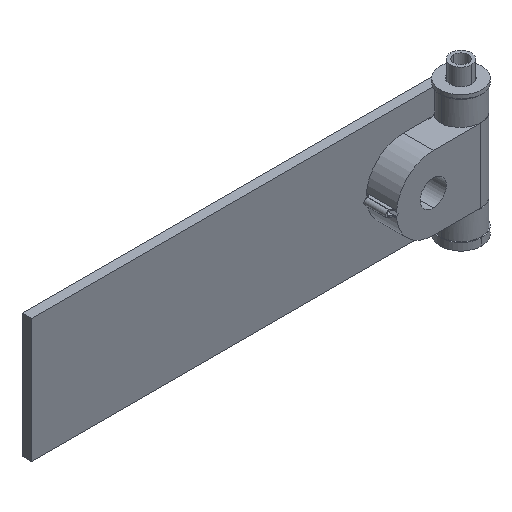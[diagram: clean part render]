
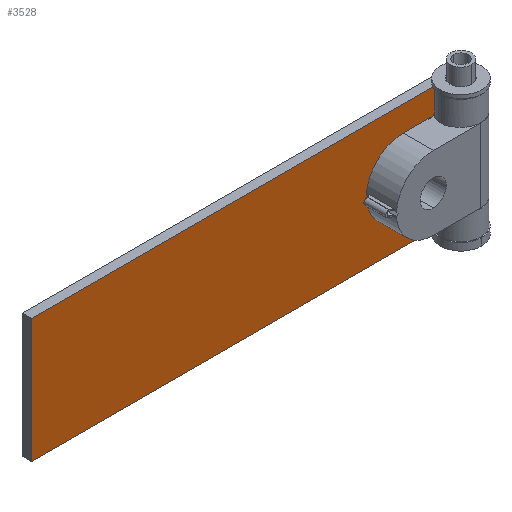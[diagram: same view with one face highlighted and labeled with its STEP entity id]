
A CAD part, isometric view. The second image highlights one B-rep face of the part: STEP entity #3528.
In plain terms, the highlighted planar face has unit normal (0, -1, 0).
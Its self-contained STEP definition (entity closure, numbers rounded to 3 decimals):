
#51 = EDGE_LOOP ( 'NONE', ( #1882, #1884, #1883, #1885, #1886, #1887, #1888, #1889, #1891, #1890, #1892 ) ) ;
#529 = LINE ( 'NONE', #530, #3032 ) ;
#530 = CARTESIAN_POINT ( 'NONE',  ( 0., 2.5, 15. ) ) ;
#531 = DIRECTION ( 'NONE',  ( 0., 0., -1. ) ) ;
#557 = LINE ( 'NONE', #558, #2449 ) ;
#558 = CARTESIAN_POINT ( 'NONE',  ( 0., 2.5, 15. ) ) ;
#559 = DIRECTION ( 'NONE',  ( 0., 0., -1. ) ) ;
#583 = PLANE ( 'NONE',  #2461 ) ;
#584 = CARTESIAN_POINT ( 'NONE',  ( -101.5, 2.5, 15. ) ) ;
#585 = DIRECTION ( 'NONE',  ( 0., 1., 0. ) ) ;
#586 = DIRECTION ( 'NONE',  ( 0., 0., 1. ) ) ;
#662 = LINE ( 'NONE', #663, #2492 ) ;
#663 = CARTESIAN_POINT ( 'NONE',  ( -101.5, 2.5, 15. ) ) ;
#664 = DIRECTION ( 'NONE',  ( 0., 0., -1. ) ) ;
#668 = LINE ( 'NONE', #669, #2495 ) ;
#669 = CARTESIAN_POINT ( 'NONE',  ( -101.5, 2.5, 9. ) ) ;
#670 = DIRECTION ( 'NONE',  ( 1., 0., 0. ) ) ;
#1026 = VERTEX_POINT ( 'NONE', #2140 ) ;
#1027 = VERTEX_POINT ( 'NONE', #2141 ) ;
#1056 = VERTEX_POINT ( 'NONE', #1290 ) ;
#1057 = VERTEX_POINT ( 'NONE', #1291 ) ;
#1061 = VERTEX_POINT ( 'NONE', #1295 ) ;
#1062 = VERTEX_POINT ( 'NONE', #1296 ) ;
#1071 = VERTEX_POINT ( 'NONE', #1305 ) ;
#1072 = VERTEX_POINT ( 'NONE', #1306 ) ;
#1073 = VERTEX_POINT ( 'NONE', #1307 ) ;
#1074 = VERTEX_POINT ( 'NONE', #1308 ) ;
#1075 = VERTEX_POINT ( 'NONE', #1309 ) ;
#1290 = CARTESIAN_POINT ( 'NONE',  ( 0., 2.5, 15. ) ) ;
#1291 = CARTESIAN_POINT ( 'NONE',  ( 0., 2.5, 9. ) ) ;
#1295 = CARTESIAN_POINT ( 'NONE',  ( 0., 2.5, -9. ) ) ;
#1296 = CARTESIAN_POINT ( 'NONE',  ( 0., 2.5, -15. ) ) ;
#1305 = CARTESIAN_POINT ( 'NONE',  ( -101.5, 2.5, -15. ) ) ;
#1306 = CARTESIAN_POINT ( 'NONE',  ( -101.5, 2.5, 15. ) ) ;
#1307 = CARTESIAN_POINT ( 'NONE',  ( -4., 2.5, 9. ) ) ;
#1308 = CARTESIAN_POINT ( 'NONE',  ( -4., 2.5, -9. ) ) ;
#1309 = CARTESIAN_POINT ( 'NONE',  ( -13.003, 2.5, -7.093 ) ) ;
#1561 = CARTESIAN_POINT ( 'NONE',  ( -11.5, 2.5, 0. ) ) ;
#1577 = DIRECTION ( 'NONE',  ( 0., 1., 0. ) ) ;
#1578 = DIRECTION ( 'NONE',  ( 0., 0., 1. ) ) ;
#1588 = CARTESIAN_POINT ( 'NONE',  ( -11.5, 2.5, 0. ) ) ;
#1589 = LINE ( 'NONE', #1590, #2774 ) ;
#1590 = CARTESIAN_POINT ( 'NONE',  ( -96.095, 2.5, -10.512 ) ) ;
#1591 = DIRECTION ( 'NONE',  ( 0.978, 0., 0.207 ) ) ;
#1592 = LINE ( 'NONE', #1593, #2776 ) ;
#1593 = CARTESIAN_POINT ( 'NONE',  ( -101.5, 2.5, 15. ) ) ;
#1594 = DIRECTION ( 'NONE',  ( 1., 0., 0. ) ) ;
#1595 = LINE ( 'NONE', #1596, #2777 ) ;
#1596 = CARTESIAN_POINT ( 'NONE',  ( -101.5, 2.5, -15. ) ) ;
#1597 = DIRECTION ( 'NONE',  ( 1., 0., 0. ) ) ;
#1598 = LINE ( 'NONE', #1599, #2778 ) ;
#1599 = CARTESIAN_POINT ( 'NONE',  ( -101.5, 2.5, -9. ) ) ;
#1600 = DIRECTION ( 'NONE',  ( -1., 0., 0. ) ) ;
#1601 = LINE ( 'NONE', #1602, #2780 ) ;
#1602 = CARTESIAN_POINT ( 'NONE',  ( -102.178, 2.5, 11.801 ) ) ;
#1603 = DIRECTION ( 'NONE',  ( -0.978, 0., 0.207 ) ) ;
#1604 = DIRECTION ( 'NONE',  ( 0., 1., 0. ) ) ;
#1605 = DIRECTION ( 'NONE',  ( 0., 0., 1. ) ) ;
#1882 = ORIENTED_EDGE ( 'NONE', *, *, #3214, .T. ) ;
#1883 = ORIENTED_EDGE ( 'NONE', *, *, #3511, .F. ) ;
#1884 = ORIENTED_EDGE ( 'NONE', *, *, #3553, .T. ) ;
#1885 = ORIENTED_EDGE ( 'NONE', *, *, #3215, .F. ) ;
#1886 = ORIENTED_EDGE ( 'NONE', *, *, #3551, .T. ) ;
#1887 = ORIENTED_EDGE ( 'NONE', *, *, #3216, .T. ) ;
#1888 = ORIENTED_EDGE ( 'NONE', *, *, #3520, .F. ) ;
#1889 = ORIENTED_EDGE ( 'NONE', *, *, #3217, .T. ) ;
#1890 = ORIENTED_EDGE ( 'NONE', *, *, #3219, .T. ) ;
#1891 = ORIENTED_EDGE ( 'NONE', *, *, #3218, .T. ) ;
#1892 = ORIENTED_EDGE ( 'NONE', *, *, #3199, .T. ) ;
#2140 = CARTESIAN_POINT ( 'NONE',  ( -18.75, 2.5, 0. ) ) ;
#2141 = CARTESIAN_POINT ( 'NONE',  ( -13.003, 2.5, 7.093 ) ) ;
#2449 = VECTOR ( 'NONE', #559, 1000. ) ;
#2457 = FACE_OUTER_BOUND ( 'NONE', #51, .T. ) ;
#2461 = AXIS2_PLACEMENT_3D ( 'NONE', #584, #585, #586 ) ;
#2492 = VECTOR ( 'NONE', #664, 1000. ) ;
#2495 = VECTOR ( 'NONE', #670, 1000. ) ;
#2769 = AXIS2_PLACEMENT_3D ( 'NONE', #1561, #1577, #1578 ) ;
#2774 = VECTOR ( 'NONE', #1591, 1000. ) ;
#2775 = AXIS2_PLACEMENT_3D ( 'NONE', #1588, #1604, #1605 ) ;
#2776 = VECTOR ( 'NONE', #1594, 1000. ) ;
#2777 = VECTOR ( 'NONE', #1597, 1000. ) ;
#2778 = VECTOR ( 'NONE', #1600, 1000. ) ;
#2780 = VECTOR ( 'NONE', #1603, 1000. ) ;
#3032 = VECTOR ( 'NONE', #531, 1000. ) ;
#3199 = EDGE_CURVE ( 'NONE', #1026, #1027, #3255, .T. ) ;
#3214 = EDGE_CURVE ( 'NONE', #1027, #1073, #1589, .T. ) ;
#3215 = EDGE_CURVE ( 'NONE', #1072, #1056, #1592, .T. ) ;
#3216 = EDGE_CURVE ( 'NONE', #1071, #1062, #1595, .T. ) ;
#3217 = EDGE_CURVE ( 'NONE', #1061, #1074, #1598, .T. ) ;
#3218 = EDGE_CURVE ( 'NONE', #1074, #1075, #1601, .T. ) ;
#3219 = EDGE_CURVE ( 'NONE', #1075, #1026, #3258, .T. ) ;
#3255 = CIRCLE ( 'NONE', #2769, 7.25 ) ;
#3258 = CIRCLE ( 'NONE', #2775, 7.25 ) ;
#3511 = EDGE_CURVE ( 'NONE', #1056, #1057, #529, .T. ) ;
#3520 = EDGE_CURVE ( 'NONE', #1061, #1062, #557, .T. ) ;
#3528 = ADVANCED_FACE ( 'NONE', ( #2457 ), #583, .F. ) ;
#3551 = EDGE_CURVE ( 'NONE', #1072, #1071, #662, .T. ) ;
#3553 = EDGE_CURVE ( 'NONE', #1073, #1057, #668, .T. ) ;
